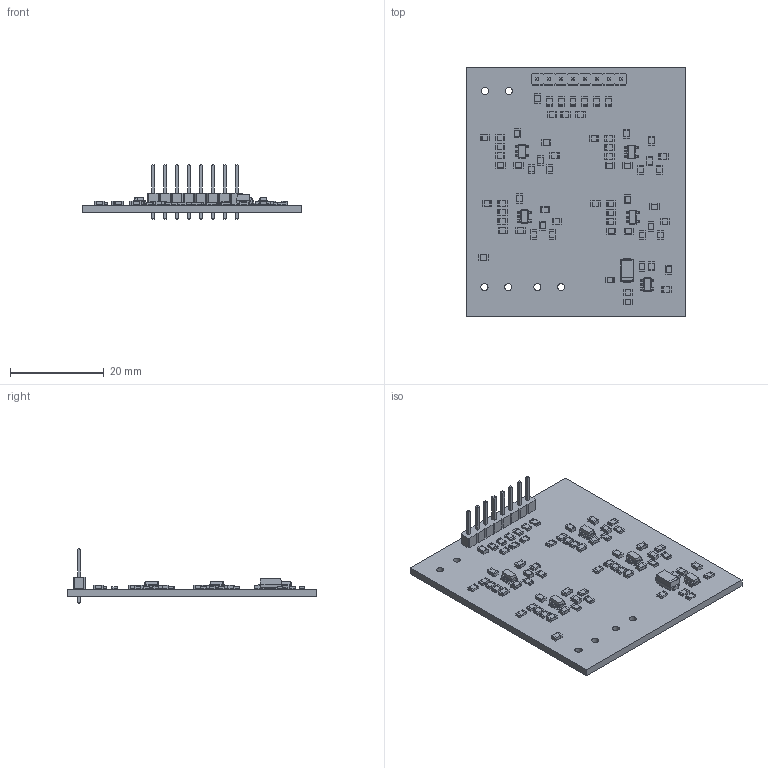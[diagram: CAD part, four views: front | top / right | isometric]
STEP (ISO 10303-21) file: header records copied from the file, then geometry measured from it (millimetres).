
FILE_DESCRIPTION(('KiCad electronic assembly'),'2;1');
FILE_NAME('Kyle''s Amp.step','2020-04-28T19:31:16',('An Author'),( 'A Company'),'Open CASCADE STEP processor 6.8', 'KiCad to STEP converter','Unknown');
FILE_SCHEMA(('AUTOMOTIVE_DESIGN_CC2 { 1 2 10303 214 -1 1 5 4 }'));
Length unit declared in the file: millimetre
Products named in the file (12): Open CASCADE STEP translator 6.8 1; C_0805; SOLID; SOT-23-5; R_0805; D_SMA; Pin_Header_Straight_1x08_Pitch2.54mm; COMPOUND
Assembly tree (79 placements, depth 3):
  Open CASCADE STEP translator 6.8 1
    C_0805  x25
      SOLID
    SOT-23-5  x5
      SOLID
    R_0805  x41
      SOLID
    D_SMA
      SOLID
    Pin_Header_Straight_1x08_Pitch2.54mm
      SOLID
    COMPOUND
Bounding box: 46.99 x 53.34 x 11.54 mm (x, y, z)
Volume: 4293.5 mm3; surface area: 6577.7 mm2
Topology: 74 solids, 74 shells, 2650 faces, 7013 edges, 4578 vertices
Faces by surface type: plane 1749, cylinder 746, bspline 155
Full cylindrical faces by diameter (mm): 1 x8, 1.52 x6
Entity records: 35637 total; most frequent: CARTESIAN_POINT 11264, DIRECTION 3813, LINE 2583, VECTOR 2583, ORIENTED_EDGE 2114, PCURVE 2114, DEFINITIONAL_REPRESENTATION 2114, EDGE_CURVE 1057
